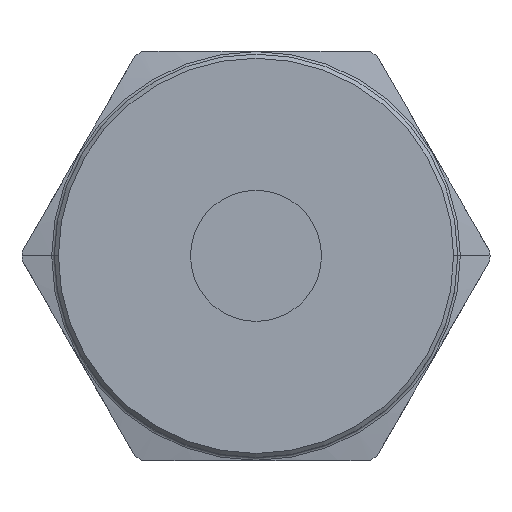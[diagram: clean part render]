
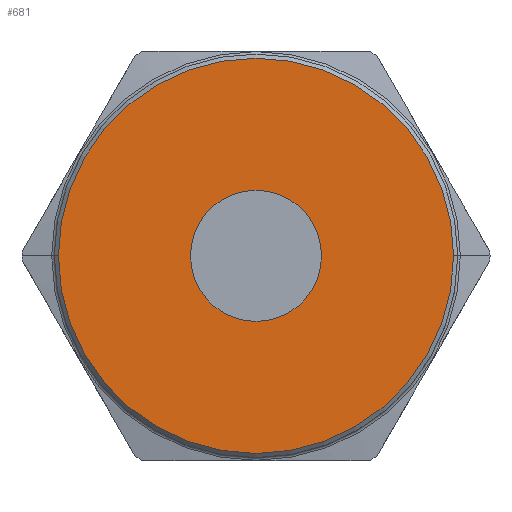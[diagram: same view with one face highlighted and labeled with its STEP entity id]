
A CAD part, top view. The second image highlights one B-rep face of the part: STEP entity #681.
In plain terms, the highlighted planar face has unit normal (0, 0, 1).
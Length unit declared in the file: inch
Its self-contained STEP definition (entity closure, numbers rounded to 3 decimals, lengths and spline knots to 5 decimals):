
#75 = FACE_BOUND ( 'NONE', #700, .T. ) ;
#109 = FACE_OUTER_BOUND ( 'NONE', #687, .T. ) ;
#267 = CIRCLE ( 'NONE', #511, 0.16 ) ;
#268 = CIRCLE ( 'NONE', #512, 0.4825 ) ;
#331 = VERTEX_POINT ( 'NONE', #3087 ) ;
#338 = VERTEX_POINT ( 'NONE', #3079 ) ;
#464 = AXIS2_PLACEMENT_3D ( 'NONE', #1467, #1466, #1471 ) ;
#475 = AXIS2_PLACEMENT_3D ( 'NONE', #1726, #1727, #1728 ) ;
#487 = AXIS2_PLACEMENT_3D ( 'NONE', #1961, #1962, #1963 ) ;
#511 = AXIS2_PLACEMENT_3D ( 'NONE', #755, #756, #757 ) ;
#512 = AXIS2_PLACEMENT_3D ( 'NONE', #760, #761, #762 ) ;
#576 = CIRCLE ( 'NONE', #475, 0.16 ) ;
#609 = CIRCLE ( 'NONE', #487, 0.4825 ) ;
#681 = ADVANCED_FACE ( 'NONE', ( #75, #109 ), #1469, .T. ) ;
#687 = EDGE_LOOP ( 'NONE', ( #2807, #2530 ) ) ;
#700 = EDGE_LOOP ( 'NONE', ( #2805, #2806 ) ) ;
#755 = CARTESIAN_POINT ( 'NONE',  ( 0., 0., 0.3 ) ) ;
#756 = DIRECTION ( 'NONE',  ( 0., 0., 1. ) ) ;
#757 = DIRECTION ( 'NONE',  ( 1., 0., 0. ) ) ;
#760 = CARTESIAN_POINT ( 'NONE',  ( 0., 0., 0.3 ) ) ;
#761 = DIRECTION ( 'NONE',  ( 0., 0., 1. ) ) ;
#762 = DIRECTION ( 'NONE',  ( 1., 0., 0. ) ) ;
#1466 = DIRECTION ( 'NONE',  ( 0., 0., 1. ) ) ;
#1467 = CARTESIAN_POINT ( 'NONE',  ( 0., 0., 0.3 ) ) ;
#1469 = PLANE ( 'NONE',  #464 ) ;
#1471 = DIRECTION ( 'NONE',  ( 1., 0., 0. ) ) ;
#1483 = CARTESIAN_POINT ( 'NONE',  ( -0.16, 0., 0.3 ) ) ;
#1484 = CARTESIAN_POINT ( 'NONE',  ( 0.16, 0., 0.3 ) ) ;
#1726 = CARTESIAN_POINT ( 'NONE',  ( 0., 0., 0.3 ) ) ;
#1727 = DIRECTION ( 'NONE',  ( 0., 0., 1. ) ) ;
#1728 = DIRECTION ( 'NONE',  ( 1., 0., 0. ) ) ;
#1961 = CARTESIAN_POINT ( 'NONE',  ( 0., 0., 0.3 ) ) ;
#1962 = DIRECTION ( 'NONE',  ( 0., 0., 1. ) ) ;
#1963 = DIRECTION ( 'NONE',  ( 1., 0., 0. ) ) ;
#2503 = VERTEX_POINT ( 'NONE', #1483 ) ;
#2505 = VERTEX_POINT ( 'NONE', #1484 ) ;
#2530 = ORIENTED_EDGE ( 'NONE', *, *, #2630, .T. ) ;
#2596 = EDGE_CURVE ( 'NONE', #2503, #2505, #576, .T. ) ;
#2630 = EDGE_CURVE ( 'NONE', #338, #331, #609, .T. ) ;
#2687 = EDGE_CURVE ( 'NONE', #2505, #2503, #267, .T. ) ;
#2688 = EDGE_CURVE ( 'NONE', #331, #338, #268, .T. ) ;
#2805 = ORIENTED_EDGE ( 'NONE', *, *, #2687, .F. ) ;
#2806 = ORIENTED_EDGE ( 'NONE', *, *, #2596, .F. ) ;
#2807 = ORIENTED_EDGE ( 'NONE', *, *, #2688, .T. ) ;
#3079 = CARTESIAN_POINT ( 'NONE',  ( 0.4825, 0., 0.3 ) ) ;
#3087 = CARTESIAN_POINT ( 'NONE',  ( -0.4825, 0., 0.3 ) ) ;
